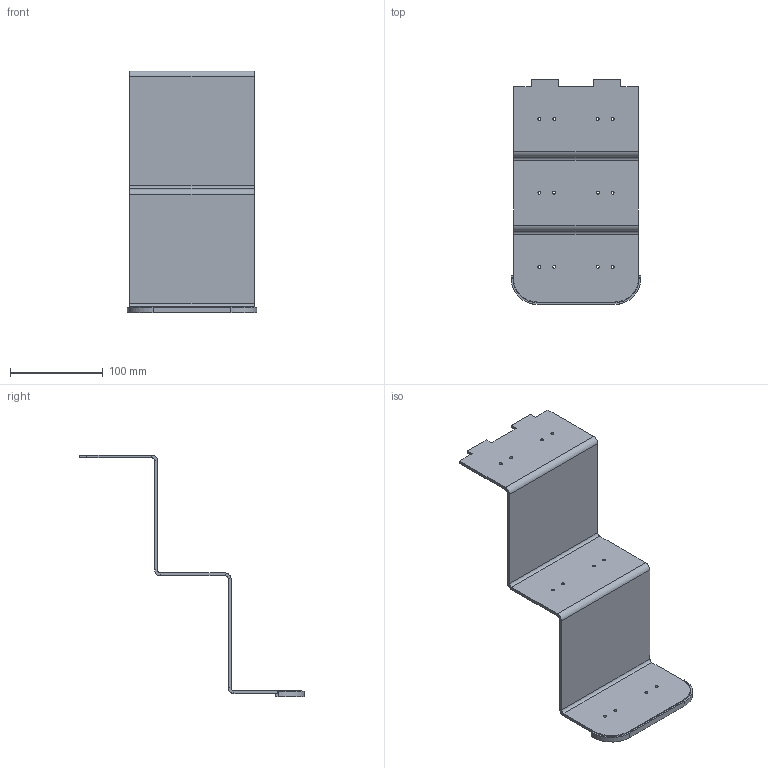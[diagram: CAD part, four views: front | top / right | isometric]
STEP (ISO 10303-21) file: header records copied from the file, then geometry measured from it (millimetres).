
FILE_DESCRIPTION(/* description */ (''),/* implementation_level */ '2;1');
FILE_NAME(/* name */ 'Bottom Step.step',/* time_stamp */ '2024-09-16T13:06:58-04:00',/* author */ (''),/* organization */ (''),/* preprocessor_version */ 'ST-DEVELOPER v20',/* originating_system */ 'Autodesk Translation Framework v13.14.0.145',/* authorisation */ '');
FILE_SCHEMA (('AUTOMOTIVE_DESIGN { 1 0 10303 214 3 1 1 }'));
Length unit declared in the file: inch
Products named in the file (2): Bottom Steps ; Bottom Steps
Assembly tree (1 placements, depth 2):
  Bottom Steps 
    Bottom Steps
Bounding box: 139.7 x 241.71 x 260.64 mm (x, y, z)
Volume: 217484.4 mm3; surface area: 142959.3 mm2
Topology: 2 solids, 2 shells, 76 faces, 184 edges, 112 vertices
Faces by surface type: plane 50, cylinder 26
Full cylindrical faces by diameter (mm): 3.238 x12
Entity records: 2293 total; most frequent: DIRECTION 394, CARTESIAN_POINT 375, ORIENTED_EDGE 368, EDGE_CURVE 184, LINE 132, VECTOR 132, AXIS2_PLACEMENT_3D 131, VERTEX_POINT 112
